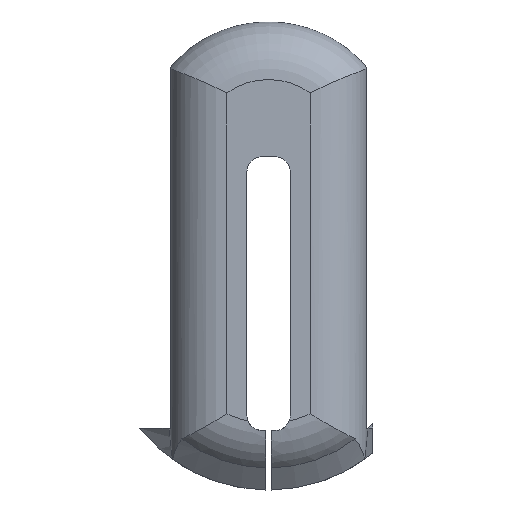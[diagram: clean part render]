
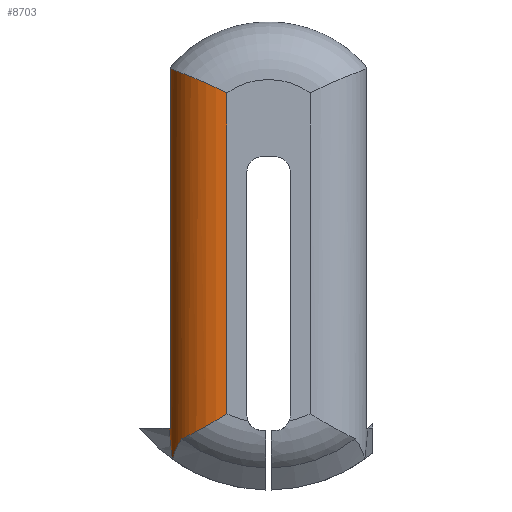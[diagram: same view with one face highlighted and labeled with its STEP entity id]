
A CAD part, front view. The second image highlights one B-rep face of the part: STEP entity #8703.
In plain terms, the highlighted cylindrical face has radius 4 mm (diameter 8 mm), a partial arc.
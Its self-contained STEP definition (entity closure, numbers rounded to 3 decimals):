
#22=CYLINDRICAL_SURFACE('',#9254,4.);
#238=LINE('',#12740,#646);
#239=LINE('',#12771,#647);
#646=VECTOR('',#9700,10.);
#647=VECTOR('',#9703,10.);
#1003=CIRCLE('',#9219,4.);
#1234=FACE_OUTER_BOUND('',#1751,.T.);
#1751=EDGE_LOOP('',(#5720,#5721,#5722,#5723,#5724,#5725,#5726,#5727));
#2294=B_SPLINE_CURVE_WITH_KNOTS('',3,(#12617,#12618,#12619,#12620,#12621,
#12622),.UNSPECIFIED.,.F.,.F.,(4,2,4),(-0.248,-0.117,
0.),.UNSPECIFIED.);
#2296=B_SPLINE_CURVE_WITH_KNOTS('',3,(#12640,#12641,#12642,#12643,#12644,
#12645),.UNSPECIFIED.,.F.,.F.,(4,2,4),(-0.197,-0.093,
0.),.UNSPECIFIED.);
#2304=B_SPLINE_CURVE_WITH_KNOTS('',3,(#12742,#12743,#12744,#12745),
 .UNSPECIFIED.,.F.,.F.,(4,4),(1.257,1.267),
 .UNSPECIFIED.);
#2305=B_SPLINE_CURVE_WITH_KNOTS('',3,(#12746,#12747,#12748,#12749,#12750,
#12751,#12752,#12753,#12754,#12755),.UNSPECIFIED.,.F.,.F.,(4,2,2,2,4),(-0.001,
0.,0.121,0.237,0.4),.UNSPECIFIED.);
#2306=B_SPLINE_CURVE_WITH_KNOTS('',3,(#12757,#12758,#12759,#12760,#12761,
#12762,#12763,#12764,#12765,#12766,#12767,#12768,#12769,#12770),
 .UNSPECIFIED.,.F.,.F.,(4,2,2,2,2,2,4),(-0.658,-0.657,
-0.558,-0.458,-0.298,-0.147,
-0.1),.UNSPECIFIED.);
#3223=VERTEX_POINT('',#11216);
#3224=VERTEX_POINT('',#11218);
#3299=VERTEX_POINT('',#12615);
#3300=VERTEX_POINT('',#12616);
#3303=VERTEX_POINT('',#12639);
#3312=VERTEX_POINT('',#12723);
#3319=VERTEX_POINT('',#12738);
#3320=VERTEX_POINT('',#12756);
#4151=EDGE_CURVE('',#3223,#3224,#1003,.T.);
#4233=EDGE_CURVE('',#3299,#3300,#2294,.T.);
#4237=EDGE_CURVE('',#3300,#3303,#2296,.T.);
#4258=EDGE_CURVE('',#3312,#3319,#238,.T.);
#4259=EDGE_CURVE('',#3223,#3299,#2304,.T.);
#4260=EDGE_CURVE('',#3312,#3303,#2305,.T.);
#4261=EDGE_CURVE('',#3319,#3320,#2306,.T.);
#4262=EDGE_CURVE('',#3224,#3320,#239,.T.);
#5720=ORIENTED_EDGE('',*,*,#4151,.F.);
#5721=ORIENTED_EDGE('',*,*,#4259,.T.);
#5722=ORIENTED_EDGE('',*,*,#4233,.T.);
#5723=ORIENTED_EDGE('',*,*,#4237,.T.);
#5724=ORIENTED_EDGE('',*,*,#4260,.F.);
#5725=ORIENTED_EDGE('',*,*,#4258,.T.);
#5726=ORIENTED_EDGE('',*,*,#4261,.T.);
#5727=ORIENTED_EDGE('',*,*,#4262,.F.);
#8703=ADVANCED_FACE('',(#1234),#22,.T.);
#9219=AXIS2_PLACEMENT_3D('',#11219,#9598,#9599);
#9254=AXIS2_PLACEMENT_3D('',#12741,#9701,#9702);
#9598=DIRECTION('center_axis',(0.,0.,1.));
#9599=DIRECTION('ref_axis',(-0.707,-0.707,0.));
#9700=DIRECTION('',(0.,0.,1.));
#9701=DIRECTION('center_axis',(0.,0.,1.));
#9702=DIRECTION('ref_axis',(-0.707,-0.707,0.));
#9703=DIRECTION('',(0.,0.,1.));
#11216=CARTESIAN_POINT('',(0.,4.,-25.));
#11218=CARTESIAN_POINT('',(0.123,3.016,-25.));
#11219=CARTESIAN_POINT('Origin',(4.,4.,-25.));
#12615=CARTESIAN_POINT('',(0.001,3.9,-25.001));
#12616=CARTESIAN_POINT('',(0.217,2.7,-27.161));
#12617=CARTESIAN_POINT('Ctrl Pts',(0.001,3.9,-25.001));
#12618=CARTESIAN_POINT('Ctrl Pts',(0.007,3.677,
-25.374));
#12619=CARTESIAN_POINT('Ctrl Pts',(0.031,3.46,
-25.757));
#12620=CARTESIAN_POINT('Ctrl Pts',(0.106,3.064,-26.477));
#12621=CARTESIAN_POINT('Ctrl Pts',(0.155,2.88,-26.82));
#12622=CARTESIAN_POINT('Ctrl Pts',(0.217,2.7,-27.161));
#12639=CARTESIAN_POINT('',(0.878,1.5,-25.745));
#12640=CARTESIAN_POINT('Ctrl Pts',(0.217,2.7,-27.161));
#12641=CARTESIAN_POINT('Ctrl Pts',(0.285,2.503,-26.883));
#12642=CARTESIAN_POINT('Ctrl Pts',(0.374,2.295,-26.608));
#12643=CARTESIAN_POINT('Ctrl Pts',(0.591,1.896,-26.134));
#12644=CARTESIAN_POINT('Ctrl Pts',(0.719,1.698,-25.922));
#12645=CARTESIAN_POINT('Ctrl Pts',(0.878,1.5,-25.745));
#12723=CARTESIAN_POINT('',(4.,0.,-23.998));
#12738=CARTESIAN_POINT('',(4.,0.,-1.705));
#12740=CARTESIAN_POINT('',(4.,0.,-18.635));
#12741=CARTESIAN_POINT('Origin',(4.,4.,-18.635));
#12742=CARTESIAN_POINT('Ctrl Pts',(0.,4.,-25.));
#12743=CARTESIAN_POINT('Ctrl Pts',(0.,3.967,
-25.));
#12744=CARTESIAN_POINT('Ctrl Pts',(0.,3.933,
-25.));
#12745=CARTESIAN_POINT('Ctrl Pts',(0.001,3.9,
-25.001));
#12746=CARTESIAN_POINT('Ctrl Pts',(4.,0.,-23.998));
#12747=CARTESIAN_POINT('Ctrl Pts',(3.997,0.,
-24.));
#12748=CARTESIAN_POINT('Ctrl Pts',(3.994,0.,
-24.002));
#12749=CARTESIAN_POINT('Ctrl Pts',(3.652,0.001,
-24.22));
#12750=CARTESIAN_POINT('Ctrl Pts',(3.308,0.045,-24.428));
#12751=CARTESIAN_POINT('Ctrl Pts',(2.641,0.223,-24.814));
#12752=CARTESIAN_POINT('Ctrl Pts',(2.32,0.353,-24.993));
#12753=CARTESIAN_POINT('Ctrl Pts',(1.588,0.771,-25.386));
#12754=CARTESIAN_POINT('Ctrl Pts',(1.2,1.097,-25.584));
#12755=CARTESIAN_POINT('Ctrl Pts',(0.878,1.5,-25.745));
#12756=CARTESIAN_POINT('',(0.123,3.016,-0.045));
#12757=CARTESIAN_POINT('Ctrl Pts',(4.,0.,-1.705));
#12758=CARTESIAN_POINT('Ctrl Pts',(3.997,0.,
-1.704));
#12759=CARTESIAN_POINT('Ctrl Pts',(3.994,0.,
-1.702));
#12760=CARTESIAN_POINT('Ctrl Pts',(3.695,0.001,
-1.548));
#12761=CARTESIAN_POINT('Ctrl Pts',(3.397,0.034,
-1.403));
#12762=CARTESIAN_POINT('Ctrl Pts',(2.807,0.17,-1.129));
#12763=CARTESIAN_POINT('Ctrl Pts',(2.517,0.272,-1.));
#12764=CARTESIAN_POINT('Ctrl Pts',(1.79,0.629,-0.689));
#12765=CARTESIAN_POINT('Ctrl Pts',(1.379,0.934,-0.523));
#12766=CARTESIAN_POINT('Ctrl Pts',(0.706,1.679,-0.261));
#12767=CARTESIAN_POINT('Ctrl Pts',(0.443,2.103,-0.163));
#12768=CARTESIAN_POINT('Ctrl Pts',(0.209,2.715,-0.076));
#12769=CARTESIAN_POINT('Ctrl Pts',(0.161,2.864,-0.059));
#12770=CARTESIAN_POINT('Ctrl Pts',(0.123,3.016,-0.045));
#12771=CARTESIAN_POINT('',(0.123,3.016,-18.635));
